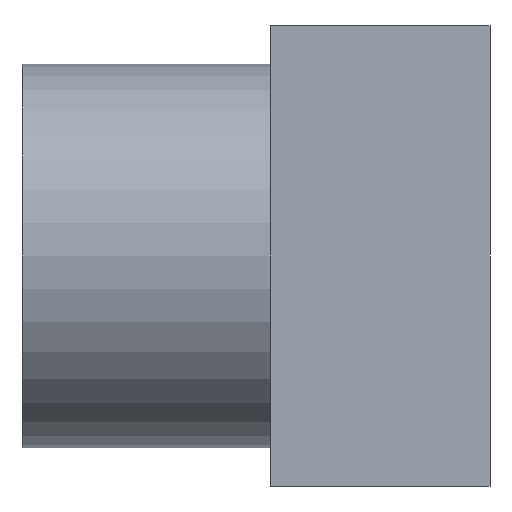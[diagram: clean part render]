
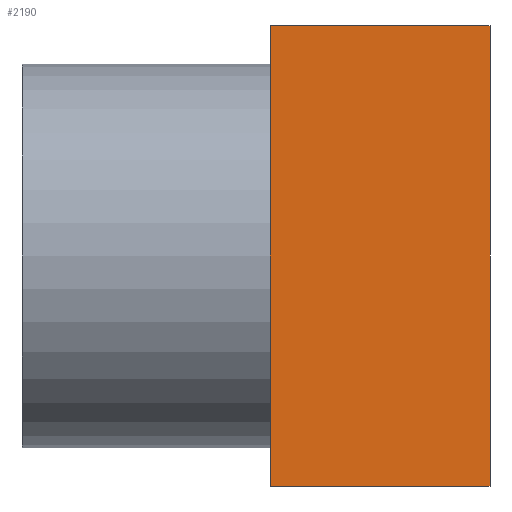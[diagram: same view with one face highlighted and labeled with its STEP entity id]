
A CAD part, front view. The second image highlights one B-rep face of the part: STEP entity #2190.
In plain terms, the highlighted planar face has unit normal (0, -1, 0).
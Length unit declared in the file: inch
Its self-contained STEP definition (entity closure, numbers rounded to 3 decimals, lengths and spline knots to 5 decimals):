
#70 = CARTESIAN_POINT ( 'NONE',  ( 0.106, -0.09843, 0.09843 ) ) ;
#127 = ORIENTED_EDGE ( 'NONE', *, *, #560, .T. ) ;
#156 = CARTESIAN_POINT ( 'NONE',  ( 0.106, -0.09843, -0.09843 ) ) ;
#370 = EDGE_LOOP ( 'NONE', ( #127, #2313, #786, #1243 ) ) ;
#410 = FACE_OUTER_BOUND ( 'NONE', #370, .T. ) ;
#420 = CARTESIAN_POINT ( 'NONE',  ( 0.106, -0.09843, -0.09843 ) ) ;
#560 = EDGE_CURVE ( 'NONE', #1126, #893, #1869, .T. ) ;
#786 = ORIENTED_EDGE ( 'NONE', *, *, #837, .F. ) ;
#835 = DIRECTION ( 'NONE',  ( 1., 0., 0. ) ) ;
#837 = EDGE_CURVE ( 'NONE', #2143, #1504, #1752, .T. ) ;
#893 = VERTEX_POINT ( 'NONE', #2306 ) ;
#901 = CARTESIAN_POINT ( 'NONE',  ( 0.2, -0.09843, -0.09843 ) ) ;
#918 = CARTESIAN_POINT ( 'NONE',  ( 0.106, -0.09843, -0.09843 ) ) ;
#926 = LINE ( 'NONE', #156, #2301 ) ;
#1006 = CARTESIAN_POINT ( 'NONE',  ( 0.106, -0.09843, -0.09843 ) ) ;
#1019 = EDGE_CURVE ( 'NONE', #2143, #1126, #926, .T. ) ;
#1110 = DIRECTION ( 'NONE',  ( 0., 0., 1. ) ) ;
#1126 = VERTEX_POINT ( 'NONE', #2257 ) ;
#1243 = ORIENTED_EDGE ( 'NONE', *, *, #1019, .T. ) ;
#1286 = DIRECTION ( 'NONE',  ( 0., 0., 1. ) ) ;
#1490 = CARTESIAN_POINT ( 'NONE',  ( 0.106, -0.09843, 0.09843 ) ) ;
#1504 = VERTEX_POINT ( 'NONE', #1490 ) ;
#1628 = DIRECTION ( 'NONE',  ( 1., 0., 0. ) ) ;
#1649 = DIRECTION ( 'NONE',  ( 0., 1., 0. ) ) ;
#1687 = VECTOR ( 'NONE', #2117, 39.37008 ) ;
#1699 = PLANE ( 'NONE',  #1963 ) ;
#1734 = VECTOR ( 'NONE', #1110, 39.37008 ) ;
#1752 = LINE ( 'NONE', #1006, #1687 ) ;
#1761 = LINE ( 'NONE', #70, #2191 ) ;
#1869 = LINE ( 'NONE', #901, #1734 ) ;
#1963 = AXIS2_PLACEMENT_3D ( 'NONE', #918, #1649, #1286 ) ;
#2117 = DIRECTION ( 'NONE',  ( 0., 0., 1. ) ) ;
#2143 = VERTEX_POINT ( 'NONE', #420 ) ;
#2190 = ADVANCED_FACE ( 'NONE', ( #410 ), #1699, .F. ) ;
#2191 = VECTOR ( 'NONE', #835, 39.37008 ) ;
#2257 = CARTESIAN_POINT ( 'NONE',  ( 0.2, -0.09843, -0.09843 ) ) ;
#2301 = VECTOR ( 'NONE', #1628, 39.37008 ) ;
#2306 = CARTESIAN_POINT ( 'NONE',  ( 0.2, -0.09843, 0.09843 ) ) ;
#2313 = ORIENTED_EDGE ( 'NONE', *, *, #2350, .F. ) ;
#2350 = EDGE_CURVE ( 'NONE', #1504, #893, #1761, .T. ) ;
